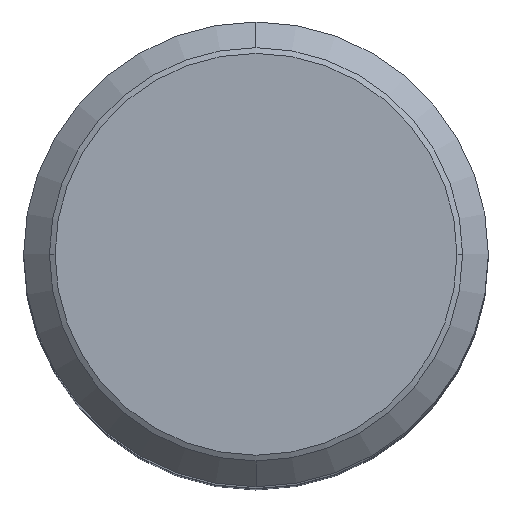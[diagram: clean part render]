
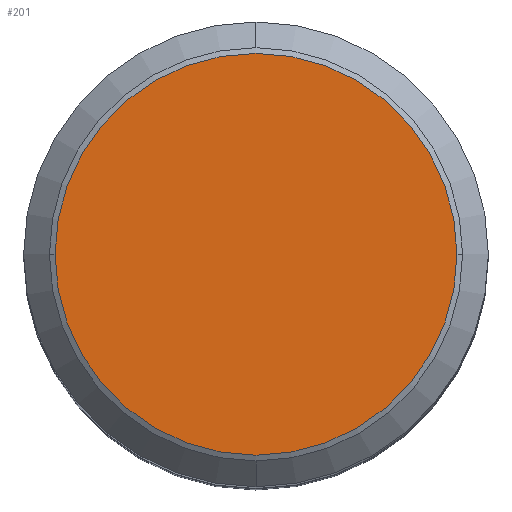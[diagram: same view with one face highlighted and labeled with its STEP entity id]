
A CAD part, top view. The second image highlights one B-rep face of the part: STEP entity #201.
In plain terms, the highlighted planar face has unit normal (0, 0, 1).
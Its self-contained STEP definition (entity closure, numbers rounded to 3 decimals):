
#155=EDGE_CURVE('',#173,#213,#349,.T.);
#161=EDGE_CURVE('',#213,#173,#355,.T.);
#173=VERTEX_POINT('',#368);
#201=ADVANCED_FACE('',(#402),#403,.T.);
#213=VERTEX_POINT('',#417);
#349=CIRCLE('',#565,10.376);
#355=CIRCLE('',#575,10.376);
#368=CARTESIAN_POINT('',(10.376,0.,66.5));
#402=FACE_OUTER_BOUND('',#629,.T.);
#403=PLANE('',#630);
#417=CARTESIAN_POINT('',(-10.376,0.,66.5));
#565=AXIS2_PLACEMENT_3D('',#815,#816,#817);
#575=AXIS2_PLACEMENT_3D('',#822,#823,#824);
#629=EDGE_LOOP('',(#902,#903));
#630=AXIS2_PLACEMENT_3D('',#904,#905,#906);
#815=CARTESIAN_POINT('',(0.,0.0,66.5));
#816=DIRECTION('',(0.0,0.0,1.0));
#817=DIRECTION('',(-1.0,0.,0.0));
#822=CARTESIAN_POINT('',(0.,0.0,66.5));
#823=DIRECTION('',(0.0,0.0,1.0));
#824=DIRECTION('',(-1.0,0.,0.0));
#902=ORIENTED_EDGE('',*,*,#161,.T.);
#903=ORIENTED_EDGE('',*,*,#155,.T.);
#904=CARTESIAN_POINT('',(0.,-5.25,66.5));
#905=DIRECTION('',(0.0,0.0,1.0));
#906=DIRECTION('',(0.,-1.0,0.0));
